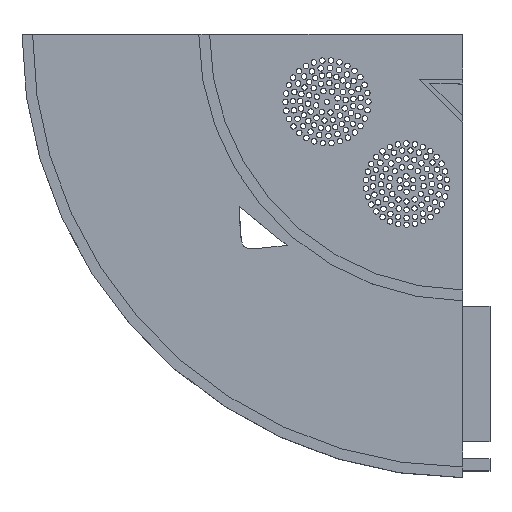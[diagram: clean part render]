
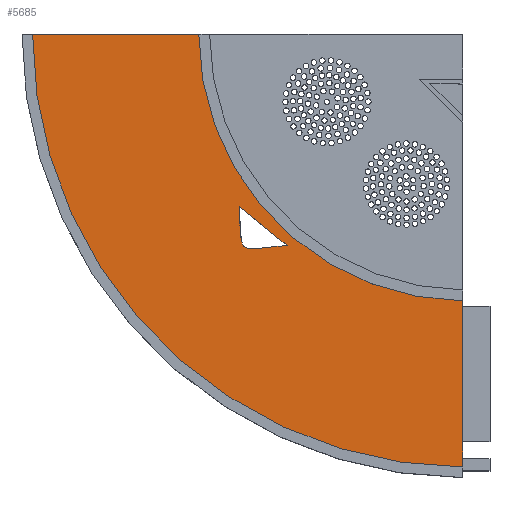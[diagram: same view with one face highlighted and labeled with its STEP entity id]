
A CAD part, top view. The second image highlights one B-rep face of the part: STEP entity #5685.
In plain terms, the highlighted planar face has unit normal (0, 0, 1).
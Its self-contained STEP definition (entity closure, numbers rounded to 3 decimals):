
#418=FACE_BOUND('',#1735,.T.);
#1005=CIRCLE('',#6339,97.199);
#1015=CIRCLE('',#6359,157.784);
#1019=(
BOUNDED_CURVE()
B_SPLINE_CURVE(2,(#8423,#8424,#8425),.UNSPECIFIED.,.F.,.F.)
B_SPLINE_CURVE_WITH_KNOTS((3,3),(-3.025,0.),.UNSPECIFIED.)
CURVE()
GEOMETRIC_REPRESENTATION_ITEM()
RATIONAL_B_SPLINE_CURVE((1.,4.104,1.))
REPRESENTATION_ITEM('')
);
#1274=FACE_OUTER_BOUND('',#1734,.T.);
#1734=EDGE_LOOP('',(#5144,#5145,#5146,#5147));
#1735=EDGE_LOOP('',(#5148,#5149));
#1987=LINE('',#8429,#2330);
#2239=LINE('',#9721,#2582);
#2263=LINE('',#9767,#2606);
#2330=VECTOR('',#6465,10.);
#2582=VECTOR('',#7927,10.);
#2606=VECTOR('',#7961,10.);
#2656=VERTEX_POINT('',#8420);
#2657=VERTEX_POINT('',#8422);
#3081=VERTEX_POINT('',#9694);
#3092=VERTEX_POINT('',#9719);
#3108=VERTEX_POINT('',#9764);
#3109=VERTEX_POINT('',#9766);
#3172=EDGE_CURVE('',#2657,#2656,#1019,.T.);
#3175=EDGE_CURVE('',#2656,#2657,#1987,.T.);
#3818=EDGE_CURVE('',#3081,#3092,#2239,.T.);
#3842=EDGE_CURVE('',#3109,#3108,#2263,.T.);
#3848=EDGE_CURVE('',#3092,#3109,#1005,.T.);
#3866=EDGE_CURVE('',#3108,#3081,#1015,.T.);
#5144=ORIENTED_EDGE('',*,*,#3818,.T.);
#5145=ORIENTED_EDGE('',*,*,#3848,.T.);
#5146=ORIENTED_EDGE('',*,*,#3842,.T.);
#5147=ORIENTED_EDGE('',*,*,#3866,.T.);
#5148=ORIENTED_EDGE('',*,*,#3175,.T.);
#5149=ORIENTED_EDGE('',*,*,#3172,.T.);
#5429=PLANE('',#6360);
#5685=ADVANCED_FACE('',(#1274,#418),#5429,.T.);
#6339=AXIS2_PLACEMENT_3D('',#9777,#7970,#7971);
#6359=AXIS2_PLACEMENT_3D('',#9812,#8018,#8019);
#6360=AXIS2_PLACEMENT_3D('',#9813,#8020,#8021);
#6465=DIRECTION('',(0.776,-0.631,0.));
#7927=DIRECTION('',(0.,1.,0.));
#7961=DIRECTION('',(-1.,0.,0.));
#7970=DIRECTION('center_axis',(0.,0.,-1.));
#7971=DIRECTION('ref_axis',(-1.,0.,0.));
#8018=DIRECTION('center_axis',(0.,0.,1.));
#8019=DIRECTION('ref_axis',(-1.,0.,0.));
#8020=DIRECTION('center_axis',(0.,0.,1.));
#8021=DIRECTION('ref_axis',(1.,0.,0.));
#8420=CARTESIAN_POINT('',(-82.433,-60.837,5.));
#8422=CARTESIAN_POINT('',(-65.,-75.,5.));
#8423=CARTESIAN_POINT('Ctrl Pts',(-65.,-75.,5.));
#8424=CARTESIAN_POINT('Ctrl Pts',(-82.131,-77.311,5.));
#8425=CARTESIAN_POINT('Ctrl Pts',(-82.433,-60.837,5.));
#8429=CARTESIAN_POINT('',(-73.87,-67.794,5.));
#9694=CARTESIAN_POINT('',(-1.021,-155.781,5.));
#9719=CARTESIAN_POINT('',(-1.021,-95.194,5.));
#9721=CARTESIAN_POINT('',(-1.021,-113.847,5.));
#9764=CARTESIAN_POINT('',(-157.784,2.,5.));
#9766=CARTESIAN_POINT('',(-97.199,2.,5.));
#9767=CARTESIAN_POINT('',(-102.349,2.,5.));
#9777=CARTESIAN_POINT('Origin',(0.,2.,5.));
#9812=CARTESIAN_POINT('Origin',(0.,2.,5.));
#9813=CARTESIAN_POINT('Origin',(-43.053,-47.358,5.));
